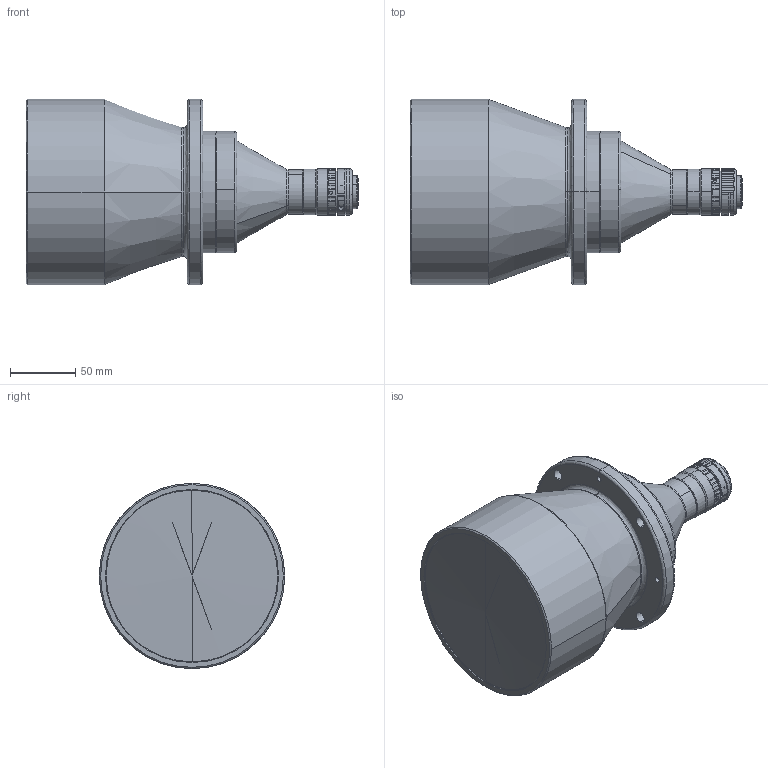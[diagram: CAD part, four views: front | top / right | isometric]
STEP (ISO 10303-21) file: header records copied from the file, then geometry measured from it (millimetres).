
FILE_DESCRIPTION (( 'STEP AP203' ), '1' );
FILE_NAME ('DTCM118-100H-AL.STEP', '2020-11-13T05:51:58', ( '' ), ( '' ), 'SwSTEP 2.0', 'SolidWorks 2017', '' );
FILE_SCHEMA (( 'CONFIG_CONTROL_DESIGN' ));
Length unit declared in the file: millimetre
Products named in the file (1): DTCM118-100H-AL
Bounding box: 254.41 x 142 x 142 mm (x, y, z)
Volume: 2172449.2 mm3; surface area: 115559.3 mm2
Topology: 1 solids, 1 shells, 244 faces, 658 edges, 424 vertices
Faces by surface type: cylinder 144, cone 64, plane 22, bspline 14
Entity records: 9122 total; most frequent: CARTESIAN_POINT 3136, ORIENTED_EDGE 1308, DIRECTION 1177, EDGE_CURVE 654, AXIS2_PLACEMENT_3D 491, VERTEX_POINT 424, EDGE_LOOP 274, CIRCLE 260
